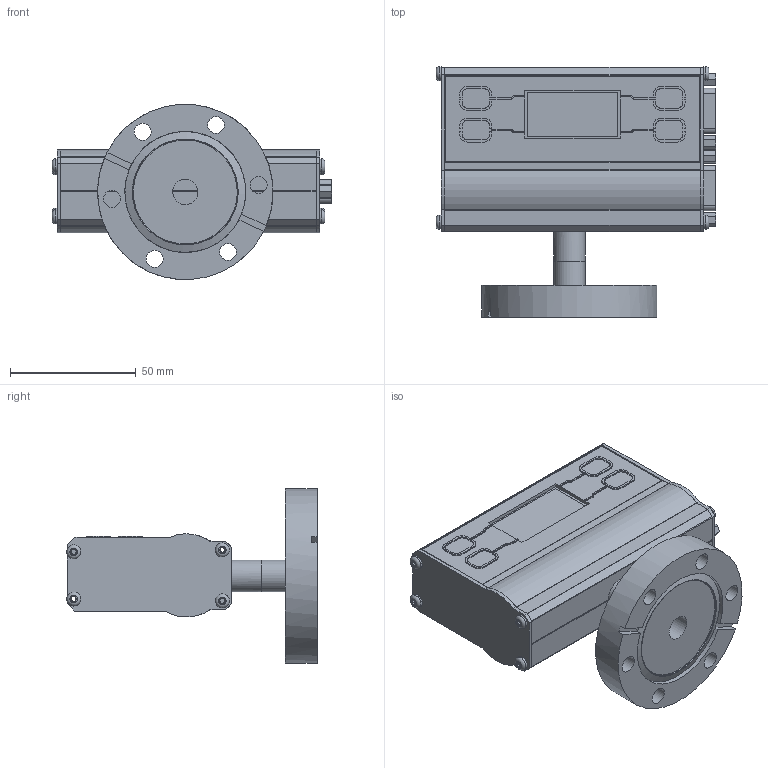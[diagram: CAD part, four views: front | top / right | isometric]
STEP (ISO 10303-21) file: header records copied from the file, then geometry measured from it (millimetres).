
FILE_DESCRIPTION (( 'STEP AP214' ), '1' );
FILE_NAME ('3PE5-018-B7F5 PGE500 Pirani Gauge Enhanced - 2.75CF.STEP', '2016-10-05T21:56:49', ( '' ), ( '' ), 'SwSTEP 2.0', 'SolidWorks 2013', '' );
FILE_SCHEMA (( 'AUTOMOTIVE_DESIGN' ));
Length unit declared in the file: inch
Products named in the file (1): 3PE5-018-B7F5 PGE500 Pirani Gauge Enhanced - 2.75CF
Bounding box: 111.51 x 99.82 x 69.66 mm (x, y, z)
Surface area: 47582.2 mm2 (no closed solid volume)
Topology: 0 solids, 26 shells, 564 faces, 1726 edges, 1188 vertices
Faces by surface type: plane 282, cylinder 246, torus 34, cone 2
Full cylindrical faces by diameter (mm): 0.75 x15, 0.965 x9, 2.54 x4, 2.794 x1, 5.588 x8, 6.731 x6, 10.084 x1, 12.573 x2, 41.905 x1, 44.958 x1, 48.133 x1, 48.26 x1, 69.85 x1
Entity records: 26265 total; most frequent: DIRECTION 3459, CARTESIAN_POINT 3450, ORIENTED_EDGE 2799, EDGE_CURVE 1614, AXIS2_PLACEMENT_3D 1285, VERTEX_POINT 1163, VECTOR 889, LINE 889
